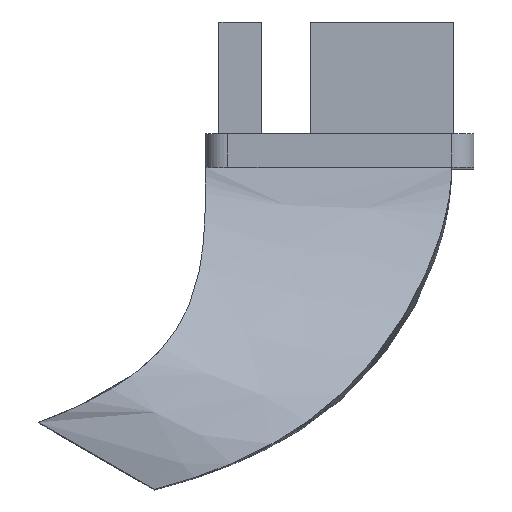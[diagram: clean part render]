
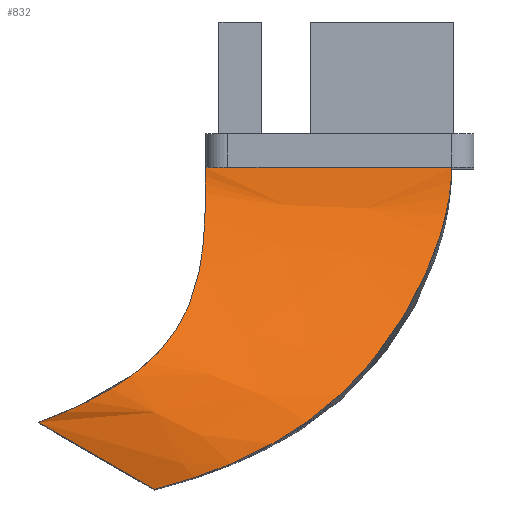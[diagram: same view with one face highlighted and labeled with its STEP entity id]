
A CAD part, top view. The second image highlights one B-rep face of the part: STEP entity #832.
In plain terms, the highlighted free-form (B-spline) face has degree [3, 3] with [4, 8] control points.
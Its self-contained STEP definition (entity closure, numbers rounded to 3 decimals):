
#19=(
BOUNDED_CURVE()
B_SPLINE_CURVE(5,(#1710,#1711,#1712,#1713,#1714,#1715,#1716,#1717,#1718,
#1719),.UNSPECIFIED.,.F.,.F.)
B_SPLINE_CURVE_WITH_KNOTS((6,1,1,1,1,6),(0.,0.2,0.4,0.6,0.8,1.),
 .UNSPECIFIED.)
CURVE()
GEOMETRIC_REPRESENTATION_ITEM()
RATIONAL_B_SPLINE_CURVE((1.,1.,1.,1.,1.,1.,1.,1.,1.,1.))
REPRESENTATION_ITEM('')
);
#20=(
BOUNDED_CURVE()
B_SPLINE_CURVE(5,(#1720,#1721,#1722,#1723,#1724,#1725,#1726,#1727,#1728,
#1729),.UNSPECIFIED.,.F.,.F.)
B_SPLINE_CURVE_WITH_KNOTS((6,1,1,1,1,6),(0.,0.2,0.4,0.6,0.8,1.),
 .UNSPECIFIED.)
CURVE()
GEOMETRIC_REPRESENTATION_ITEM()
RATIONAL_B_SPLINE_CURVE((1.,1.,1.,1.,1.,1.,1.,1.,1.,1.))
REPRESENTATION_ITEM('')
);
#31=B_SPLINE_SURFACE_WITH_KNOTS('',3,3,((#1678,#1679,#1680,#1681,#1682,
#1683,#1684,#1685),(#1686,#1687,#1688,#1689,#1690,#1691,#1692,#1693),(#1694,
#1695,#1696,#1697,#1698,#1699,#1700,#1701),(#1702,#1703,#1704,#1705,#1706,
#1707,#1708,#1709)),.UNSPECIFIED.,.F.,.F.,.F.,(4,4),(4,1,1,1,1,4),(0.,1.),
(0.,0.143,0.286,0.571,0.857,
1.),.UNSPECIFIED.);
#45=B_SPLINE_CURVE_WITH_KNOTS('',3,(#1088,#1089,#1090,#1091),
 .UNSPECIFIED.,.F.,.F.,(4,4),(0.,1.),.UNSPECIFIED.);
#133=FACE_OUTER_BOUND('',#183,.T.);
#183=EDGE_LOOP('',(#716,#717,#718,#719));
#263=LINE('',#1672,#341);
#341=VECTOR('',#1028,10.);
#373=VERTEX_POINT('',#1085);
#374=VERTEX_POINT('',#1087);
#432=VERTEX_POINT('',#1670);
#433=VERTEX_POINT('',#1671);
#451=EDGE_CURVE('',#373,#374,#45,.T.);
#536=EDGE_CURVE('',#432,#433,#263,.T.);
#540=EDGE_CURVE('',#373,#432,#19,.T.);
#541=EDGE_CURVE('',#374,#433,#20,.T.);
#716=ORIENTED_EDGE('',*,*,#451,.F.);
#717=ORIENTED_EDGE('',*,*,#540,.T.);
#718=ORIENTED_EDGE('',*,*,#536,.T.);
#719=ORIENTED_EDGE('',*,*,#541,.F.);
#832=ADVANCED_FACE('',(#133),#31,.F.);
#1028=DIRECTION('',(0.866,-0.5,0.));
#1085=CARTESIAN_POINT('',(21.,-40.,22.44));
#1087=CARTESIAN_POINT('',(32.,-40.,22.44));
#1088=CARTESIAN_POINT('Ctrl Pts',(21.,-40.,22.44));
#1089=CARTESIAN_POINT('Ctrl Pts',(24.667,-40.,22.44));
#1090=CARTESIAN_POINT('Ctrl Pts',(28.333,-40.,22.44));
#1091=CARTESIAN_POINT('Ctrl Pts',(32.,-40.,22.44));
#1670=CARTESIAN_POINT('',(13.512,-51.4,29.));
#1671=CARTESIAN_POINT('',(18.708,-54.4,29.));
#1672=CARTESIAN_POINT('',(13.512,-51.4,29.));
#1678=CARTESIAN_POINT('Ctrl Pts',(21.,-40.,22.44));
#1679=CARTESIAN_POINT('Ctrl Pts',(21.,-40.489,22.44));
#1680=CARTESIAN_POINT('Ctrl Pts',(21.,-41.513,22.723));
#1681=CARTESIAN_POINT('Ctrl Pts',(20.92,-43.721,24.238));
#1682=CARTESIAN_POINT('Ctrl Pts',(20.437,-46.672,27.277));
#1683=CARTESIAN_POINT('Ctrl Pts',(17.972,-49.483,29.392));
#1684=CARTESIAN_POINT('Ctrl Pts',(14.782,-50.941,29.229));
#1685=CARTESIAN_POINT('Ctrl Pts',(13.512,-51.4,29.));
#1686=CARTESIAN_POINT('Ctrl Pts',(24.667,-40.,22.44));
#1687=CARTESIAN_POINT('Ctrl Pts',(24.667,-40.529,22.44));
#1688=CARTESIAN_POINT('Ctrl Pts',(24.612,-41.658,22.724));
#1689=CARTESIAN_POINT('Ctrl Pts',(24.254,-44.134,24.246));
#1690=CARTESIAN_POINT('Ctrl Pts',(23.195,-47.46,27.295));
#1691=CARTESIAN_POINT('Ctrl Pts',(20.093,-50.508,29.409));
#1692=CARTESIAN_POINT('Ctrl Pts',(16.6,-51.964,29.235));
#1693=CARTESIAN_POINT('Ctrl Pts',(15.244,-52.4,29.));
#1694=CARTESIAN_POINT('Ctrl Pts',(28.333,-40.,22.44));
#1695=CARTESIAN_POINT('Ctrl Pts',(28.333,-40.569,22.44));
#1696=CARTESIAN_POINT('Ctrl Pts',(28.235,-41.787,22.724));
#1697=CARTESIAN_POINT('Ctrl Pts',(27.589,-44.501,24.25));
#1698=CARTESIAN_POINT('Ctrl Pts',(25.889,-48.229,27.31));
#1699=CARTESIAN_POINT('Ctrl Pts',(22.177,-51.549,29.426));
#1700=CARTESIAN_POINT('Ctrl Pts',(18.418,-52.986,29.24));
#1701=CARTESIAN_POINT('Ctrl Pts',(16.976,-53.4,29.));
#1702=CARTESIAN_POINT('Ctrl Pts',(32.,-40.,22.44));
#1703=CARTESIAN_POINT('Ctrl Pts',(32.,-40.61,22.44));
#1704=CARTESIAN_POINT('Ctrl Pts',(31.847,-41.932,22.726));
#1705=CARTESIAN_POINT('Ctrl Pts',(30.923,-44.914,24.258));
#1706=CARTESIAN_POINT('Ctrl Pts',(28.648,-49.017,27.328));
#1707=CARTESIAN_POINT('Ctrl Pts',(24.297,-52.575,29.443));
#1708=CARTESIAN_POINT('Ctrl Pts',(20.236,-54.008,29.245));
#1709=CARTESIAN_POINT('Ctrl Pts',(18.708,-54.4,29.));
#1710=CARTESIAN_POINT('Ctrl Pts',(21.,-40.,22.44));
#1711=CARTESIAN_POINT('Ctrl Pts',(21.,-40.411,22.44));
#1712=CARTESIAN_POINT('Ctrl Pts',(20.997,-41.259,22.601));
#1713=CARTESIAN_POINT('Ctrl Pts',(20.985,-42.611,23.325));
#1714=CARTESIAN_POINT('Ctrl Pts',(20.883,-44.541,25.053));
#1715=CARTESIAN_POINT('Ctrl Pts',(20.17,-47.015,27.567));
#1716=CARTESIAN_POINT('Ctrl Pts',(18.586,-48.91,29.028));
#1717=CARTESIAN_POINT('Ctrl Pts',(16.472,-50.212,29.373));
#1718=CARTESIAN_POINT('Ctrl Pts',(14.579,-51.015,29.193));
#1719=CARTESIAN_POINT('Ctrl Pts',(13.512,-51.4,29.));
#1720=CARTESIAN_POINT('Ctrl Pts',(32.,-40.,22.44));
#1721=CARTESIAN_POINT('Ctrl Pts',(32.,-40.512,22.44));
#1722=CARTESIAN_POINT('Ctrl Pts',(31.909,-41.595,22.603));
#1723=CARTESIAN_POINT('Ctrl Pts',(31.5,-43.393,23.336));
#1724=CARTESIAN_POINT('Ctrl Pts',(30.433,-46.06,25.083));
#1725=CARTESIAN_POINT('Ctrl Pts',(28.144,-49.46,27.619));
#1726=CARTESIAN_POINT('Ctrl Pts',(25.293,-51.873,29.08));
#1727=CARTESIAN_POINT('Ctrl Pts',(22.356,-53.311,29.408));
#1728=CARTESIAN_POINT('Ctrl Pts',(19.992,-54.071,29.206));
#1729=CARTESIAN_POINT('Ctrl Pts',(18.708,-54.4,29.));
